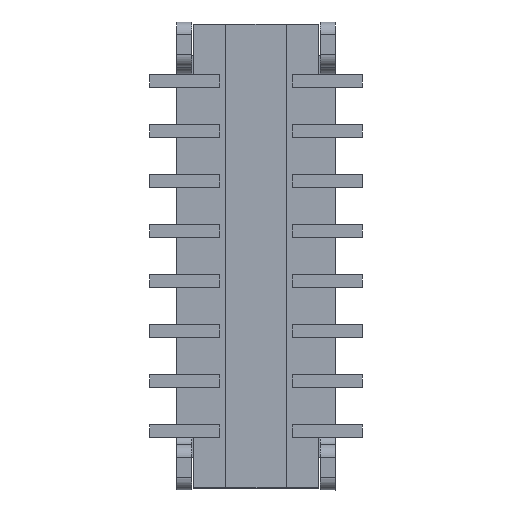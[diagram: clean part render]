
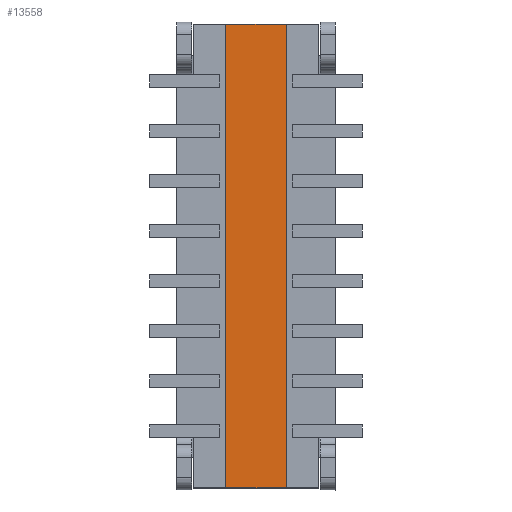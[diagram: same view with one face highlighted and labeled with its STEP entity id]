
A CAD part, top view. The second image highlights one B-rep face of the part: STEP entity #13558.
In plain terms, the highlighted planar face has unit normal (0, 0, 1).
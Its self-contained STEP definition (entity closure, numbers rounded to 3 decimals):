
#151 = CARTESIAN_POINT ( 'NONE',  ( 4.584, 36.755, 8.642 ) ) ;
#392 = VERTEX_POINT ( 'NONE', #5269 ) ;
#442 = DIRECTION ( 'NONE',  ( 0., 0., 1. ) ) ;
#447 = CARTESIAN_POINT ( 'NONE',  ( 4.584, 36.955, 8.642 ) ) ;
#557 = LINE ( 'NONE', #6020, #14913 ) ;
#1771 = CARTESIAN_POINT ( 'NONE',  ( 3.567, 40.801, 8.642 ) ) ;
#2145 = LINE ( 'NONE', #12566, #3433 ) ;
#2730 = EDGE_CURVE ( 'NONE', #392, #16618, #2145, .T. ) ;
#3018 = VECTOR ( 'NONE', #5706, 1000. ) ;
#3090 = PLANE ( 'NONE',  #11225 ) ;
#3366 = DIRECTION ( 'NONE',  ( 1., 0., 0. ) ) ;
#3433 = VECTOR ( 'NONE', #16902, 1000. ) ;
#4760 = DIRECTION ( 'NONE',  ( 0., 1., 0. ) ) ;
#5269 = CARTESIAN_POINT ( 'NONE',  ( 3.384, 46.025, 8.642 ) ) ;
#5706 = DIRECTION ( 'NONE',  ( -1., 0., 0. ) ) ;
#6020 = CARTESIAN_POINT ( 'NONE',  ( 3.384, 46.025, 8.642 ) ) ;
#6196 = EDGE_LOOP ( 'NONE', ( #10889, #13323, #14435, #9395 ) ) ;
#6251 = VERTEX_POINT ( 'NONE', #6873 ) ;
#6873 = CARTESIAN_POINT ( 'NONE',  ( 4.584, 46.025, 8.642 ) ) ;
#7195 = EDGE_CURVE ( 'NONE', #12125, #6251, #7422, .T. ) ;
#7422 = LINE ( 'NONE', #447, #12745 ) ;
#9395 = ORIENTED_EDGE ( 'NONE', *, *, #7195, .T. ) ;
#9792 = FACE_OUTER_BOUND ( 'NONE', #6196, .T. ) ;
#10600 = CARTESIAN_POINT ( 'NONE',  ( 3.384, 36.755, 8.642 ) ) ;
#10889 = ORIENTED_EDGE ( 'NONE', *, *, #14007, .F. ) ;
#11225 = AXIS2_PLACEMENT_3D ( 'NONE', #1771, #442, #16604 ) ;
#12125 = VERTEX_POINT ( 'NONE', #12978 ) ;
#12234 = LINE ( 'NONE', #151, #3018 ) ;
#12566 = CARTESIAN_POINT ( 'NONE',  ( 3.384, 45.825, 8.642 ) ) ;
#12745 = VECTOR ( 'NONE', #4760, 1000. ) ;
#12978 = CARTESIAN_POINT ( 'NONE',  ( 4.584, 36.755, 8.642 ) ) ;
#13323 = ORIENTED_EDGE ( 'NONE', *, *, #2730, .T. ) ;
#13558 = ADVANCED_FACE ( 'NONE', ( #9792 ), #3090, .T. ) ;
#14007 = EDGE_CURVE ( 'NONE', #392, #6251, #557, .T. ) ;
#14435 = ORIENTED_EDGE ( 'NONE', *, *, #16378, .F. ) ;
#14913 = VECTOR ( 'NONE', #3366, 1000. ) ;
#16378 = EDGE_CURVE ( 'NONE', #12125, #16618, #12234, .T. ) ;
#16604 = DIRECTION ( 'NONE',  ( -1., 0., 0. ) ) ;
#16618 = VERTEX_POINT ( 'NONE', #10600 ) ;
#16902 = DIRECTION ( 'NONE',  ( 0., -1., 0. ) ) ;
